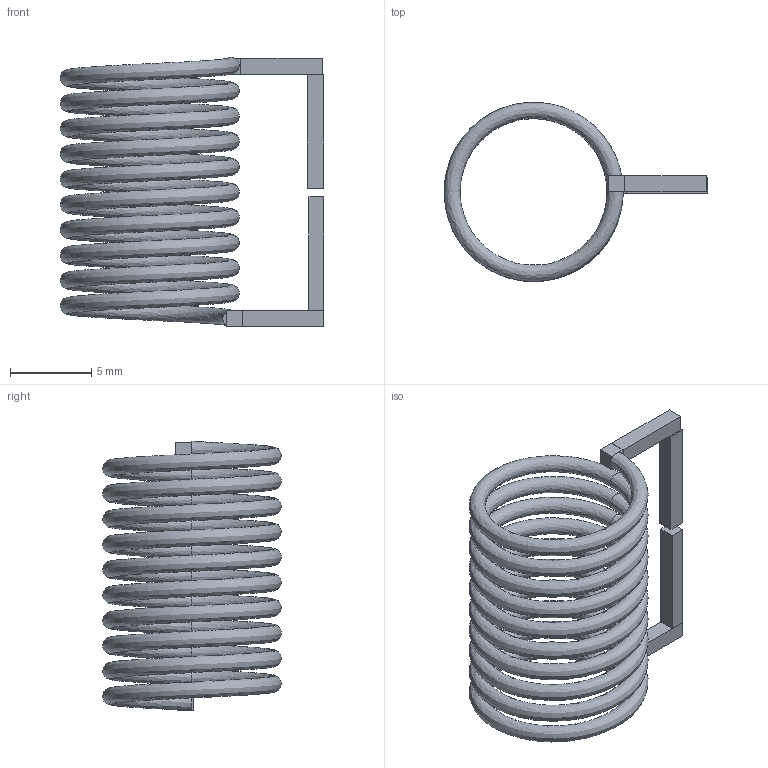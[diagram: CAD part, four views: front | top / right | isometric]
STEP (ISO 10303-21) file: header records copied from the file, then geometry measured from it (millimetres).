
FILE_DESCRIPTION(('FreeCAD Model'),'2;1');
FILE_NAME('Open CASCADE Shape Model','2025-06-07T11:41:42',(''),(''), 'Open CASCADE STEP processor 7.6','FreeCAD','Unknown');
FILE_SCHEMA(('AUTOMOTIVE_DESIGN { 1 0 10303 214 1 1 1 1 }'));
Length unit declared in the file: millimetre
Products named in the file (1): coil_complete_model
Bounding box: 16.2 x 11 x 16.56 mm (x, y, z)
Volume: 271.4 mm3; surface area: 1090.6 mm2
Topology: 1 solids, 1 shells, 49 faces, 119 edges, 72 vertices
Faces by surface type: plane 39, bspline 10
Entity records: 4149 total; most frequent: CARTESIAN_POINT 3096, ORIENTED_EDGE 238, DIRECTION 179, EDGE_CURVE 119, LINE 87, VECTOR 87, VERTEX_POINT 72, ADVANCED_FACE 49
